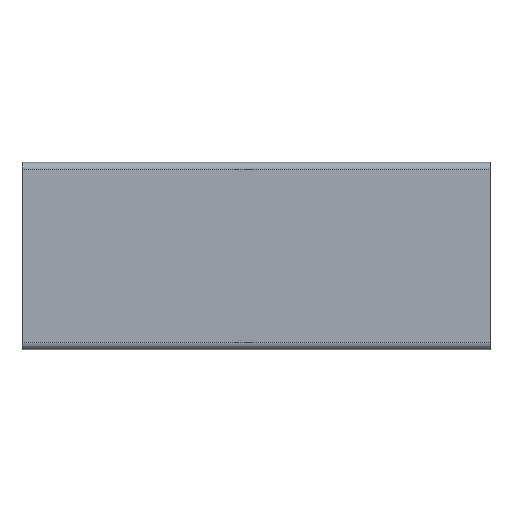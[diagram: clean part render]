
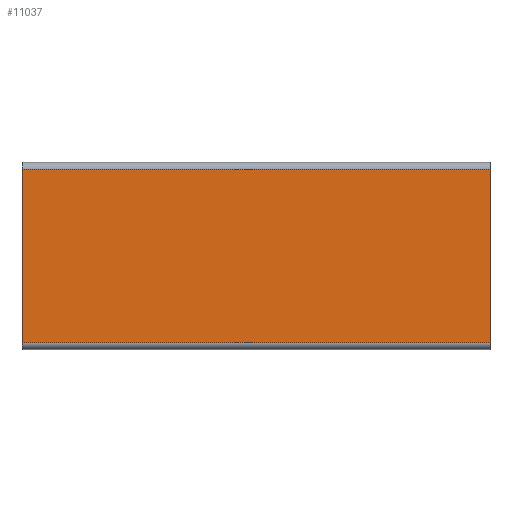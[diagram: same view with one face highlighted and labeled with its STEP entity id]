
A CAD part, left-side view. The second image highlights one B-rep face of the part: STEP entity #11037.
In plain terms, the highlighted planar face has unit normal (-1, 0, 0).
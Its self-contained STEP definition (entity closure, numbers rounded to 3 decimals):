
#148=PLANE('',#11849);
#559=FACE_OUTER_BOUND('',#1125,.T.);
#1125=EDGE_LOOP('',(#8045,#8046,#8047,#8048));
#1944=LINE('',#17230,#3100);
#1945=LINE('',#17232,#3101);
#1946=LINE('',#17234,#3102);
#1947=LINE('',#17235,#3103);
#3100=VECTOR('',#13848,10.);
#3101=VECTOR('',#13849,10.);
#3102=VECTOR('',#13850,10.);
#3103=VECTOR('',#13851,10.);
#4811=VERTEX_POINT('',#17228);
#4812=VERTEX_POINT('',#17229);
#4813=VERTEX_POINT('',#17231);
#4814=VERTEX_POINT('',#17233);
#6146=EDGE_CURVE('',#4811,#4812,#1944,.T.);
#6147=EDGE_CURVE('',#4812,#4813,#1945,.T.);
#6148=EDGE_CURVE('',#4814,#4813,#1946,.T.);
#6149=EDGE_CURVE('',#4811,#4814,#1947,.T.);
#8045=ORIENTED_EDGE('',*,*,#6146,.T.);
#8046=ORIENTED_EDGE('',*,*,#6147,.T.);
#8047=ORIENTED_EDGE('',*,*,#6148,.F.);
#8048=ORIENTED_EDGE('',*,*,#6149,.F.);
#11037=ADVANCED_FACE('',(#559),#148,.T.);
#11849=AXIS2_PLACEMENT_3D('',#17227,#13846,#13847);
#13846=DIRECTION('center_axis',(-1.,0.,0.));
#13847=DIRECTION('ref_axis',(0.,0.,1.));
#13848=DIRECTION('',(0.,0.,-1.));
#13849=DIRECTION('',(0.,-1.,0.));
#13850=DIRECTION('',(0.,0.,-1.));
#13851=DIRECTION('',(0.,-1.,0.));
#17227=CARTESIAN_POINT('Origin',(-40.,0.,-37.));
#17228=CARTESIAN_POINT('',(-40.,200.,37.));
#17229=CARTESIAN_POINT('',(-40.,200.,-37.));
#17230=CARTESIAN_POINT('',(-40.,200.,-18.5));
#17231=CARTESIAN_POINT('',(-40.,0.,-37.));
#17232=CARTESIAN_POINT('',(-40.,0.,-37.));
#17233=CARTESIAN_POINT('',(-40.,0.,37.));
#17234=CARTESIAN_POINT('',(-40.,0.,-18.5));
#17235=CARTESIAN_POINT('',(-40.,0.,37.));
